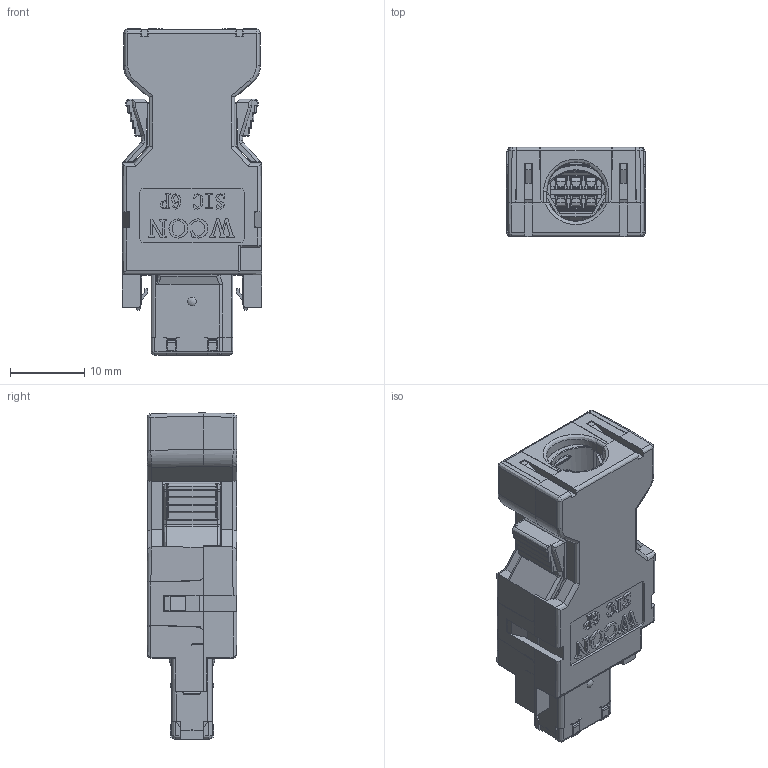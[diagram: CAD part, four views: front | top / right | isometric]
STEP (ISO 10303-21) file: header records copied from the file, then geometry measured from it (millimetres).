
FILE_DESCRIPTION( ('This file contains a STEP AP42 implementation' ,'as created by ZW3D STEP Interface translator.') ,'2;1' );
FILE_NAME( '6131-06FXXMAGA1.stp' ,'231024.17 147', (''), ('ZWCAD Software Co.'), 'Version 1.0', 'ZW3D to STEP translator', '' );
FILE_SCHEMA(('AUTOMOTIVE_DESIGN { 1 0 10303 214 1 1 1 1 }'));
Length unit declared in the file: millimetre
Products named in the file (1): 0
Bounding box: 18.8 x 12 x 43.8 mm (x, y, z)
Volume: 3804.1 mm3; surface area: 9717.8 mm2
Topology: 1 solids, 3 shells, 3255 faces, 8959 edges, 5636 vertices
Faces by surface type: plane 1839, cylinder 854, bspline 521, sphere 34, cone 7
Full cylindrical faces by diameter (mm): 1.7 x6, 1.9 x8, 2.3 x2
Entity records: 180031 total; most frequent: CARTESIAN_POINT 97161, ORIENTED_EDGE 17892, DIRECTION 14749, EDGE_CURVE 8946, VECTOR 6101, LINE 6101, VERTEX_POINT 5640, AXIS2_PLACEMENT_3D 4324
